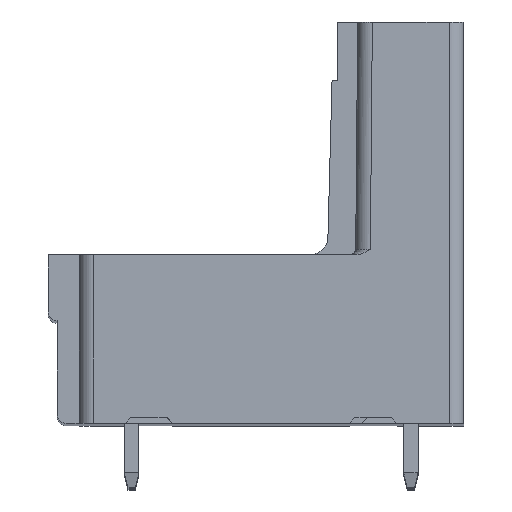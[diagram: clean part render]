
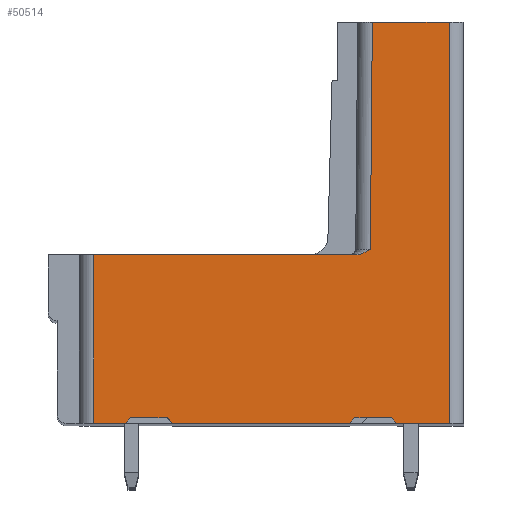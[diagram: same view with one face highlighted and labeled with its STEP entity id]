
A CAD part, top view. The second image highlights one B-rep face of the part: STEP entity #50514.
In plain terms, the highlighted planar face has unit normal (0, 0, 1).
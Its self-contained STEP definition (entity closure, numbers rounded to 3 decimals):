
#5372=DIRECTION('',(1.,0.,0.));
#5373=VECTOR('',#5372,2.85);
#5374=CARTESIAN_POINT('',(-3.644,0.,
-42.633));
#5375=LINE('',#5374,#5373);
#10267=CARTESIAN_POINT('',(-5.857,9.2,
-42.633));
#10586=DIRECTION('',(1.,0.,0.));
#10587=VECTOR('',#10586,2.);
#10588=CARTESIAN_POINT('',(-18.194,0.3,-42.633));
#10589=LINE('',#10588,#10587);
#10594=DIRECTION('',(1.,0.,0.));
#10595=VECTOR('',#10594,14.337);
#10596=CARTESIAN_POINT('',(-20.194,9.2,
-42.633));
#10597=LINE('',#10596,#10595);
#10598=CARTESIAN_POINT('',(-5.857,9.2,
-42.633));
#10599=CARTESIAN_POINT('',(-5.825,9.2,
-42.633));
#10600=CARTESIAN_POINT('',(-5.757,9.204,
-42.633));
#10601=CARTESIAN_POINT('',(-5.644,9.227,
-42.633));
#10602=CARTESIAN_POINT('',(-5.523,9.268,
-42.633));
#10603=CARTESIAN_POINT('',(-5.393,9.328,
-42.633));
#10604=CARTESIAN_POINT('',(-5.255,9.405,
-42.633));
#10605=CARTESIAN_POINT('',(-5.154,9.467,
-42.633));
#10606=CARTESIAN_POINT('',(-5.102,9.5,
-42.633));
#10608=DIRECTION('',(0.009,1.,0.));
#10609=VECTOR('',#10608,12.4);
#10610=CARTESIAN_POINT('',(-5.102,9.5,
-42.633));
#10611=LINE('',#10610,#10609);
#10612=DIRECTION('',(1.,0.,0.));
#10613=VECTOR('',#10612,4.2);
#10614=CARTESIAN_POINT('',(-4.994,21.9,-42.633));
#10615=LINE('',#10614,#10613);
#10616=DIRECTION('',(-0.707,0.707,0.));
#10617=VECTOR('',#10616,0.424);
#10618=CARTESIAN_POINT('',(-3.644,0.,
-42.633));
#10619=LINE('',#10618,#10617);
#10620=DIRECTION('',(-0.707,-0.707,0.));
#10621=VECTOR('',#10620,0.424);
#10622=CARTESIAN_POINT('',(-5.944,0.3,
-42.633));
#10623=LINE('',#10622,#10621);
#10624=DIRECTION('',(-1.,0.,0.));
#10625=VECTOR('',#10624,9.65);
#10626=CARTESIAN_POINT('',(-6.244,0.,
-42.633));
#10627=LINE('',#10626,#10625);
#10628=DIRECTION('',(-0.707,0.707,0.));
#10629=VECTOR('',#10628,0.424);
#10630=CARTESIAN_POINT('',(-15.894,0.,
-42.633));
#10631=LINE('',#10630,#10629);
#10632=DIRECTION('',(-0.707,-0.707,0.));
#10633=VECTOR('',#10632,0.424);
#10634=CARTESIAN_POINT('',(-18.194,0.3,-42.633));
#10635=LINE('',#10634,#10633);
#10636=DIRECTION('',(-1.,0.,0.));
#10637=VECTOR('',#10636,1.7);
#10638=CARTESIAN_POINT('',(-18.494,0.,
-42.633));
#10639=LINE('',#10638,#10637);
#10640=DIRECTION('',(0.,1.,0.));
#10641=VECTOR('',#10640,9.2);
#10642=CARTESIAN_POINT('',(-20.194,0.,
-42.633));
#10643=LINE('',#10642,#10641);
#12141=DIRECTION('',(1.,0.,0.));
#12142=VECTOR('',#12141,2.);
#12143=CARTESIAN_POINT('',(-5.944,0.3,
-42.633));
#12144=LINE('',#12143,#12142);
#20113=DIRECTION('',(0.,1.,0.));
#20114=VECTOR('',#20113,21.9);
#20115=CARTESIAN_POINT('',(-0.794,0.,
-42.633));
#20116=LINE('',#20115,#20114);
#28196=CARTESIAN_POINT('',(-0.794,21.9,-42.633));
#28197=VERTEX_POINT('',#28196);
#28198=CARTESIAN_POINT('',(-4.994,21.9,-42.633));
#28199=VERTEX_POINT('',#28198);
#28243=CARTESIAN_POINT('',(-20.194,0.,
-42.633));
#28244=VERTEX_POINT('',#28243);
#28245=CARTESIAN_POINT('',(-18.494,0.,
-42.633));
#28246=VERTEX_POINT('',#28245);
#28259=CARTESIAN_POINT('',(-15.894,0.,
-42.633));
#28260=VERTEX_POINT('',#28259);
#28261=CARTESIAN_POINT('',(-6.244,0.,
-42.633));
#28262=VERTEX_POINT('',#28261);
#28283=CARTESIAN_POINT('',(-3.644,0.,
-42.633));
#28284=VERTEX_POINT('',#28283);
#28285=CARTESIAN_POINT('',(-0.794,0.,
-42.633));
#28286=VERTEX_POINT('',#28285);
#28395=VERTEX_POINT('',#10267);
#28396=CARTESIAN_POINT('',(-20.194,9.2,
-42.633));
#28397=VERTEX_POINT('',#28396);
#28587=CARTESIAN_POINT('',(-16.194,0.3,
-42.633));
#28588=VERTEX_POINT('',#28587);
#28589=CARTESIAN_POINT('',(-18.194,0.3,-42.633));
#28590=VERTEX_POINT('',#28589);
#28591=VERTEX_POINT('',#10606);
#28592=CARTESIAN_POINT('',(-3.944,0.3,
-42.633));
#28593=VERTEX_POINT('',#28592);
#28594=CARTESIAN_POINT('',(-5.944,0.3,
-42.633));
#28595=VERTEX_POINT('',#28594);
#50484=CARTESIAN_POINT('',(-6.202,9.5,-42.633));
#50485=DIRECTION('',(0.,0.,1.));
#50486=DIRECTION('',(-1.,0.,0.));
#50487=AXIS2_PLACEMENT_3D('',#50484,#50485,#50486);
#50488=PLANE('',#50487);
#50489=ORIENTED_EDGE('',*,*,#49381,.T.);
#50491=ORIENTED_EDGE('',*,*,#50490,.T.);
#50493=ORIENTED_EDGE('',*,*,#50492,.T.);
#50495=ORIENTED_EDGE('',*,*,#50494,.T.);
#50497=ORIENTED_EDGE('',*,*,#50496,.F.);
#50498=ORIENTED_EDGE('',*,*,#42862,.F.);
#50500=ORIENTED_EDGE('',*,*,#50499,.T.);
#50502=ORIENTED_EDGE('',*,*,#50501,.F.);
#50504=ORIENTED_EDGE('',*,*,#50503,.T.);
#50505=ORIENTED_EDGE('',*,*,#42838,.T.);
#50506=ORIENTED_EDGE('',*,*,#50451,.T.);
#50507=ORIENTED_EDGE('',*,*,#50465,.F.);
#50508=ORIENTED_EDGE('',*,*,#50478,.T.);
#50509=ORIENTED_EDGE('',*,*,#42822,.T.);
#50511=ORIENTED_EDGE('',*,*,#50510,.T.);
#50512=EDGE_LOOP('',(#50489,#50491,#50493,#50495,#50497,#50498,#50500,#50502,
#50504,#50505,#50506,#50507,#50508,#50509,#50511));
#50513=FACE_OUTER_BOUND('',#50512,.F.);
#50514=ADVANCED_FACE('',(#50513),#50488,.T.);
#10607=B_SPLINE_CURVE_WITH_KNOTS('',3,(#10598,#10599,#10600,#10601,#10602,
#10603,#10604,#10605,#10606),.UNSPECIFIED.,.F.,.F.,(4,1,1,1,1,1,4),(0.,
0.167,0.333,0.5,0.667,0.833,
1.),.UNSPECIFIED.);
#42822=EDGE_CURVE('',#28246,#28244,#10639,.T.);
#42838=EDGE_CURVE('',#28262,#28260,#10627,.T.);
#42862=EDGE_CURVE('',#28284,#28286,#5375,.T.);
#49381=EDGE_CURVE('',#28397,#28395,#10597,.T.);
#50451=EDGE_CURVE('',#28260,#28588,#10631,.T.);
#50465=EDGE_CURVE('',#28590,#28588,#10589,.T.);
#50478=EDGE_CURVE('',#28590,#28246,#10635,.T.);
#50490=EDGE_CURVE('',#28395,#28591,#10607,.T.);
#50492=EDGE_CURVE('',#28591,#28199,#10611,.T.);
#50494=EDGE_CURVE('',#28199,#28197,#10615,.T.);
#50496=EDGE_CURVE('',#28286,#28197,#20116,.T.);
#50499=EDGE_CURVE('',#28284,#28593,#10619,.T.);
#50501=EDGE_CURVE('',#28595,#28593,#12144,.T.);
#50503=EDGE_CURVE('',#28595,#28262,#10623,.T.);
#50510=EDGE_CURVE('',#28244,#28397,#10643,.T.);
